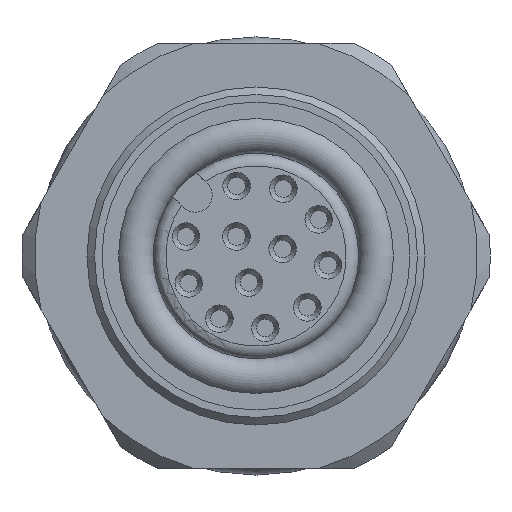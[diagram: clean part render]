
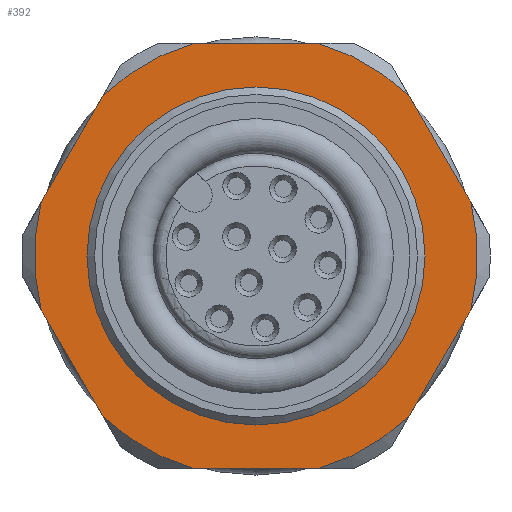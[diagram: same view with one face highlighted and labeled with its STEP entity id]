
A CAD part, left-side view. The second image highlights one B-rep face of the part: STEP entity #392.
In plain terms, the highlighted planar face has unit normal (-1, 0, 0).
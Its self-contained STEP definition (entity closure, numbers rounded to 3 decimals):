
#302=LINE('',#3567,#344);
#303=LINE('',#3568,#345);
#304=LINE('',#3569,#346);
#305=LINE('',#3570,#347);
#306=LINE('',#3571,#348);
#307=LINE('',#3575,#349);
#344=VECTOR('',#2802,1.);
#345=VECTOR('',#2803,1.);
#346=VECTOR('',#2804,1.);
#347=VECTOR('',#2805,1.);
#348=VECTOR('',#2806,1.);
#349=VECTOR('',#2809,1.);
#392=ADVANCED_FACE('',(#646,#647),#556,.F.);
#556=PLANE('',#2383);
#646=FACE_BOUND('',#936,.T.);
#647=FACE_BOUND('',#937,.T.);
#936=EDGE_LOOP('',(#1321,#1322,#1323,#1324,#1325,#1326,#1327,#1328,#1329,
#1330,#1331,#1332));
#937=EDGE_LOOP('',(#1333));
#1321=ORIENTED_EDGE('',*,*,#1957,.F.);
#1322=ORIENTED_EDGE('',*,*,#1997,.T.);
#1323=ORIENTED_EDGE('',*,*,#1959,.F.);
#1324=ORIENTED_EDGE('',*,*,#1998,.T.);
#1325=ORIENTED_EDGE('',*,*,#1963,.F.);
#1326=ORIENTED_EDGE('',*,*,#1999,.T.);
#1327=ORIENTED_EDGE('',*,*,#1967,.F.);
#1328=ORIENTED_EDGE('',*,*,#2000,.T.);
#1329=ORIENTED_EDGE('',*,*,#1971,.F.);
#1330=ORIENTED_EDGE('',*,*,#2001,.T.);
#1331=ORIENTED_EDGE('',*,*,#2002,.F.);
#1332=ORIENTED_EDGE('',*,*,#2003,.T.);
#1333=ORIENTED_EDGE('',*,*,#1996,.T.);
#1737=VERTEX_POINT('',#3448);
#1738=VERTEX_POINT('',#3450);
#1739=VERTEX_POINT('',#3457);
#1740=VERTEX_POINT('',#3458);
#1743=VERTEX_POINT('',#3472);
#1744=VERTEX_POINT('',#3473);
#1747=VERTEX_POINT('',#3487);
#1748=VERTEX_POINT('',#3488);
#1751=VERTEX_POINT('',#3502);
#1752=VERTEX_POINT('',#3503);
#1772=VERTEX_POINT('',#3565);
#1773=VERTEX_POINT('',#3572);
#1774=VERTEX_POINT('',#3574);
#1957=EDGE_CURVE('',#1737,#1738,#2180,.T.);
#1959=EDGE_CURVE('',#1739,#1740,#2181,.T.);
#1963=EDGE_CURVE('',#1743,#1744,#2183,.T.);
#1967=EDGE_CURVE('',#1747,#1748,#2185,.T.);
#1971=EDGE_CURVE('',#1751,#1752,#2187,.T.);
#1996=EDGE_CURVE('',#1772,#1772,#2200,.T.);
#1997=EDGE_CURVE('',#1737,#1740,#302,.T.);
#1998=EDGE_CURVE('',#1739,#1744,#303,.T.);
#1999=EDGE_CURVE('',#1743,#1748,#304,.T.);
#2000=EDGE_CURVE('',#1747,#1752,#305,.T.);
#2001=EDGE_CURVE('',#1751,#1773,#306,.T.);
#2002=EDGE_CURVE('',#1774,#1773,#2201,.T.);
#2003=EDGE_CURVE('',#1774,#1738,#307,.T.);
#2180=CIRCLE('',#2345,8.85);
#2181=CIRCLE('',#2347,8.85);
#2183=CIRCLE('',#2350,8.85);
#2185=CIRCLE('',#2353,8.85);
#2187=CIRCLE('',#2356,8.85);
#2200=CIRCLE('',#2380,6.75);
#2201=CIRCLE('',#2382,8.85);
#2345=AXIS2_PLACEMENT_3D('',#3449,#2718,#2719);
#2347=AXIS2_PLACEMENT_3D('',#3456,#2722,#2723);
#2350=AXIS2_PLACEMENT_3D('',#3471,#2728,#2729);
#2353=AXIS2_PLACEMENT_3D('',#3486,#2734,#2735);
#2356=AXIS2_PLACEMENT_3D('',#3501,#2740,#2741);
#2380=AXIS2_PLACEMENT_3D('',#3564,#2798,#2799);
#2382=AXIS2_PLACEMENT_3D('',#3573,#2807,#2808);
#2383=AXIS2_PLACEMENT_3D('',#3576,#2810,#2811);
#2718=DIRECTION('',(1.,0.,0.));
#2719=DIRECTION('',(0.,-1.,0.));
#2722=DIRECTION('',(1.,0.,0.));
#2723=DIRECTION('',(0.,-1.,0.));
#2728=DIRECTION('',(1.,0.,0.));
#2729=DIRECTION('',(0.,-1.,0.));
#2734=DIRECTION('',(1.,0.,0.));
#2735=DIRECTION('',(0.,-1.,0.));
#2740=DIRECTION('',(1.,0.,0.));
#2741=DIRECTION('',(0.,-1.,0.));
#2798=DIRECTION('',(1.,0.,0.));
#2799=DIRECTION('',(0.,-1.,0.));
#2802=DIRECTION('',(0.,0.5,-0.866));
#2803=DIRECTION('',(0.,-0.5,-0.866));
#2804=DIRECTION('',(0.,-1.,0.));
#2805=DIRECTION('',(0.,-0.5,0.866));
#2806=DIRECTION('',(0.,0.5,0.866));
#2807=DIRECTION('',(1.,0.,0.));
#2808=DIRECTION('',(0.,-1.,0.));
#2809=DIRECTION('',(0.,1.,0.));
#2810=DIRECTION('',(1.,0.,0.));
#2811=DIRECTION('',(0.,-1.,0.));
#3448=CARTESIAN_POINT('',(10.5,6.129,6.384));
#3449=CARTESIAN_POINT('',(10.5,0.,0.));
#3450=CARTESIAN_POINT('',(10.5,2.464,8.5));
#3456=CARTESIAN_POINT('',(10.5,0.,0.));
#3457=CARTESIAN_POINT('',(10.5,8.593,-2.116));
#3458=CARTESIAN_POINT('',(10.5,8.593,2.116));
#3471=CARTESIAN_POINT('',(10.5,0.,0.));
#3472=CARTESIAN_POINT('',(10.5,2.464,-8.5));
#3473=CARTESIAN_POINT('',(10.5,6.129,-6.384));
#3486=CARTESIAN_POINT('',(10.5,0.,0.));
#3487=CARTESIAN_POINT('',(10.5,-6.129,-6.384));
#3488=CARTESIAN_POINT('',(10.5,-2.464,-8.5));
#3501=CARTESIAN_POINT('',(10.5,0.,0.));
#3502=CARTESIAN_POINT('',(10.5,-8.593,2.116));
#3503=CARTESIAN_POINT('',(10.5,-8.593,-2.116));
#3564=CARTESIAN_POINT('',(10.5,0.,0.));
#3565=CARTESIAN_POINT('',(10.5,-6.75,0.));
#3567=CARTESIAN_POINT('',(10.5,10.284,-0.812));
#3568=CARTESIAN_POINT('',(10.5,4.438,-9.313));
#3569=CARTESIAN_POINT('',(10.5,0.,-8.5));
#3570=CARTESIAN_POINT('',(10.5,-4.438,-9.313));
#3571=CARTESIAN_POINT('',(10.5,-10.284,-0.813));
#3572=CARTESIAN_POINT('',(10.5,-6.129,6.384));
#3573=CARTESIAN_POINT('',(10.5,0.,0.));
#3574=CARTESIAN_POINT('',(10.5,-2.464,8.5));
#3575=CARTESIAN_POINT('',(10.5,0.,8.5));
#3576=CARTESIAN_POINT('',(10.5,0.,-6.75));
